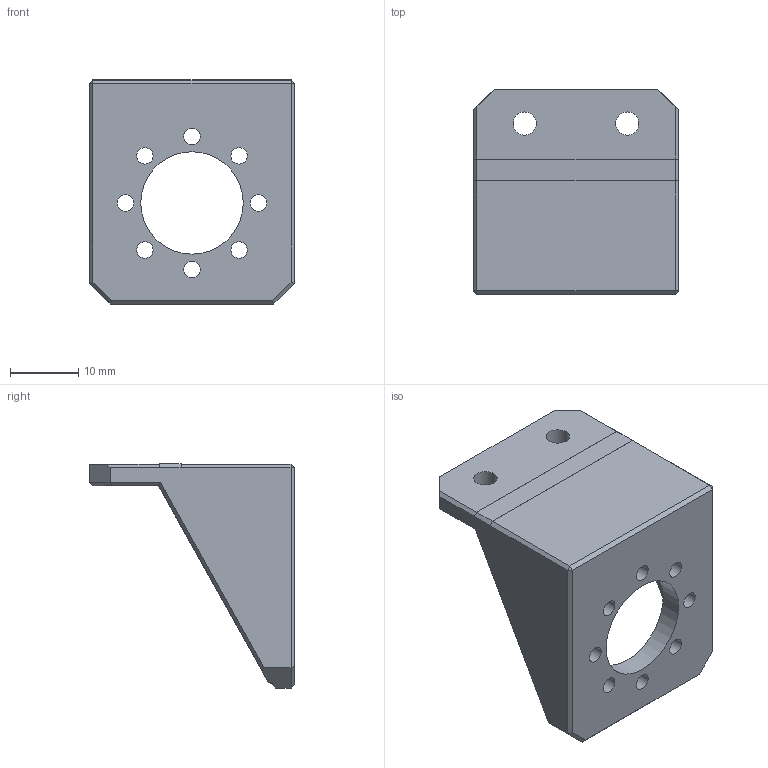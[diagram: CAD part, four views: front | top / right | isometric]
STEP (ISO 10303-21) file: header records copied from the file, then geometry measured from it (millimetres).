
FILE_DESCRIPTION(/* description */ (''),/* implementation_level */ '2;1');
FILE_NAME(/* name */ 'Simple Motor Bracket.step',/* time_stamp */ '2025-04-26T00:16:17+02:00',/* author */ (''),/* organization */ (''),/* preprocessor_version */ 'ST-DEVELOPER v20.1',/* originating_system */ 'Autodesk Translation Framework v14.4.0.0',/* authorisation */ '');
FILE_SCHEMA (('AUTOMOTIVE_DESIGN { 1 0 10303 214 3 1 1 }'));
Length unit declared in the file: millimetre
Products named in the file (1): Motor Bracket simpel (neue Motoren) Seitlich
Bounding box: 30 x 30 x 32.81 mm (x, y, z)
Volume: 5981.7 mm3; surface area: 4877.7 mm2
Topology: 1 solids, 1 shells, 57 faces, 146 edges, 91 vertices
Faces by surface type: plane 42, cylinder 14, sphere 1
Full cylindrical faces by diameter (mm): 2.4 x8, 3.4 x2, 15 x1
Entity records: 1774 total; most frequent: CARTESIAN_POINT 295, ORIENTED_EDGE 292, DIRECTION 291, EDGE_CURVE 146, LINE 117, VECTOR 117, VERTEX_POINT 91, AXIS2_PLACEMENT_3D 87
